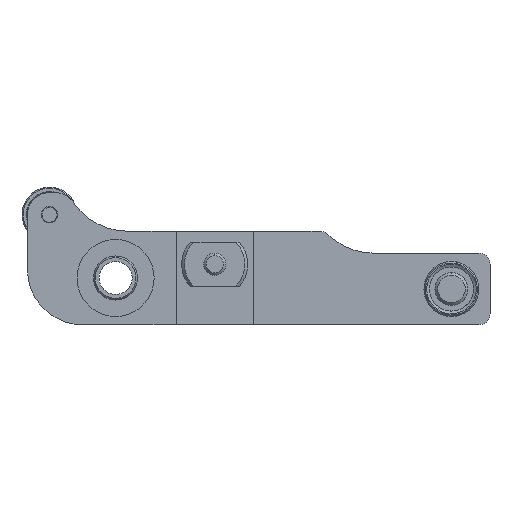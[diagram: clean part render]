
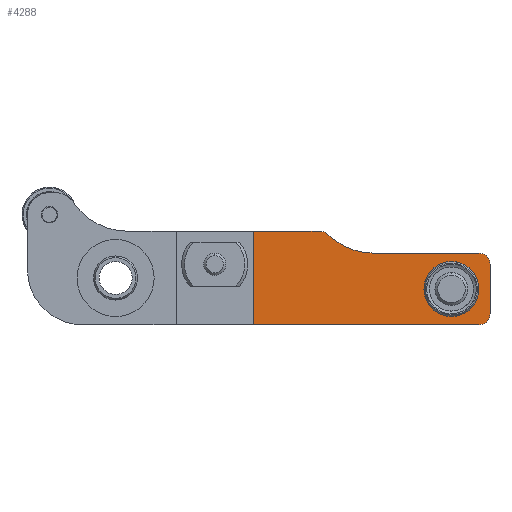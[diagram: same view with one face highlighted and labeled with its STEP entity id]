
A CAD part, left-side view. The second image highlights one B-rep face of the part: STEP entity #4288.
In plain terms, the highlighted face is planar.
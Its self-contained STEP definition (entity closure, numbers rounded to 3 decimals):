
#17 = DIRECTION ( 'NONE',  ( 0., -1., 0. ) ) ;
#62 = ORIENTED_EDGE ( 'NONE', *, *, #4932, .T. ) ;
#182 = EDGE_CURVE ( 'NONE', #5565, #225, #968, .T. ) ;
#225 = VERTEX_POINT ( 'NONE', #2878 ) ;
#226 = EDGE_CURVE ( 'NONE', #225, #1432, #1882, .T. ) ;
#260 = CARTESIAN_POINT ( 'NONE',  ( -42., -4., -8.5 ) ) ;
#296 = DIRECTION ( 'NONE',  ( 1., 0., 0. ) ) ;
#423 = DIRECTION ( 'NONE',  ( 0., 0., -1. ) ) ;
#424 = DIRECTION ( 'NONE',  ( 0., 1., 0. ) ) ;
#459 = VERTEX_POINT ( 'NONE', #5744 ) ;
#465 = ORIENTED_EDGE ( 'NONE', *, *, #2928, .F. ) ;
#534 = CARTESIAN_POINT ( 'NONE',  ( 40., -4., -6.5 ) ) ;
#633 = VECTOR ( 'NONE', #6444, 1000. ) ;
#674 = VERTEX_POINT ( 'NONE', #2499 ) ;
#881 = LINE ( 'NONE', #4475, #3068 ) ;
#966 = VECTOR ( 'NONE', #296, 1000. ) ;
#968 = LINE ( 'NONE', #3959, #633 ) ;
#1088 = CIRCLE ( 'NONE', #5784, 2. ) ;
#1129 = AXIS2_PLACEMENT_3D ( 'NONE', #5527, #1946, #4534 ) ;
#1192 = DIRECTION ( 'NONE',  ( 0., 0., -1. ) ) ;
#1199 = ORIENTED_EDGE ( 'NONE', *, *, #2045, .T. ) ;
#1232 = ORIENTED_EDGE ( 'NONE', *, *, #4253, .T. ) ;
#1267 = ORIENTED_EDGE ( 'NONE', *, *, #182, .F. ) ;
#1402 = CARTESIAN_POINT ( 'NONE',  ( 20.944, -4., 16.5 ) ) ;
#1432 = VERTEX_POINT ( 'NONE', #4456 ) ;
#1480 = FACE_OUTER_BOUND ( 'NONE', #2797, .T. ) ;
#1489 = EDGE_CURVE ( 'NONE', #3785, #3634, #1762, .T. ) ;
#1525 = CARTESIAN_POINT ( 'NONE',  ( 35., -4., -7. ) ) ;
#1588 = DIRECTION ( 'NONE',  ( 0., -1., 0. ) ) ;
#1618 = EDGE_CURVE ( 'NONE', #459, #5188, #881, .T. ) ;
#1642 = DIRECTION ( 'NONE',  ( 0., -1., 0. ) ) ;
#1671 = DIRECTION ( 'NONE',  ( 0., 0., -1. ) ) ;
#1762 = LINE ( 'NONE', #5308, #966 ) ;
#1763 = AXIS2_PLACEMENT_3D ( 'NONE', #3275, #1642, #1671 ) ;
#1798 = EDGE_CURVE ( 'NONE', #2702, #1906, #3266, .T. ) ;
#1882 = LINE ( 'NONE', #2906, #3961 ) ;
#1906 = VERTEX_POINT ( 'NONE', #1525 ) ;
#1946 = DIRECTION ( 'NONE',  ( 0., -1., 0. ) ) ;
#2012 = ORIENTED_EDGE ( 'NONE', *, *, #5658, .T. ) ;
#2045 = EDGE_CURVE ( 'NONE', #459, #3634, #1088, .T. ) ;
#2157 = CARTESIAN_POINT ( 'NONE',  ( 40., -4., 4.5 ) ) ;
#2499 = CARTESIAN_POINT ( 'NONE',  ( 40., -4., -8.5 ) ) ;
#2539 = DIRECTION ( 'NONE',  ( 1., 0., 0. ) ) ;
#2668 = DIRECTION ( 'NONE',  ( 0., -1., 0. ) ) ;
#2702 = VERTEX_POINT ( 'NONE', #6197 ) ;
#2712 = DIRECTION ( 'NONE',  ( 0., 0., -1. ) ) ;
#2797 = EDGE_LOOP ( 'NONE', ( #1267, #465, #1232, #5547, #1199, #5701, #2012, #62, #6114 ) ) ;
#2878 = CARTESIAN_POINT ( 'NONE',  ( -1., -4., 8.5 ) ) ;
#2889 = DIRECTION ( 'NONE',  ( 0., 0., -1. ) ) ;
#2906 = CARTESIAN_POINT ( 'NONE',  ( -42., -4., 8.5 ) ) ;
#2928 = EDGE_CURVE ( 'NONE', #674, #5565, #4745, .T. ) ;
#2999 = FACE_BOUND ( 'NONE', #5023, .T. ) ;
#3068 = VECTOR ( 'NONE', #423, 1000. ) ;
#3079 = DIRECTION ( 'NONE',  ( 0., 0., -1. ) ) ;
#3124 = CARTESIAN_POINT ( 'NONE',  ( 12.546, -4., 7.929 ) ) ;
#3266 = CIRCLE ( 'NONE', #3994, 5. ) ;
#3275 = CARTESIAN_POINT ( 'NONE',  ( 11.146, -4., 6.5 ) ) ;
#3285 = VECTOR ( 'NONE', #5637, 1000. ) ;
#3342 = CIRCLE ( 'NONE', #5350, 12. ) ;
#3634 = VERTEX_POINT ( 'NONE', #2157 ) ;
#3785 = VERTEX_POINT ( 'NONE', #3971 ) ;
#3946 = AXIS2_PLACEMENT_3D ( 'NONE', #4232, #2668, #1192 ) ;
#3959 = CARTESIAN_POINT ( 'NONE',  ( -1., -4., 8.5 ) ) ;
#3961 = VECTOR ( 'NONE', #2539, 1000. ) ;
#3971 = CARTESIAN_POINT ( 'NONE',  ( 20.944, -4., 4.5 ) ) ;
#3994 = AXIS2_PLACEMENT_3D ( 'NONE', #4999, #1588, #3079 ) ;
#4232 = CARTESIAN_POINT ( 'NONE',  ( 35., -4., -2. ) ) ;
#4253 = EDGE_CURVE ( 'NONE', #674, #5188, #5097, .T. ) ;
#4288 = ADVANCED_FACE ( 'NONE', ( #1480, #2999 ), #5975, .T. ) ;
#4456 = CARTESIAN_POINT ( 'NONE',  ( 11.146, -4., 8.5 ) ) ;
#4475 = CARTESIAN_POINT ( 'NONE',  ( 42., -4., 8.5 ) ) ;
#4534 = DIRECTION ( 'NONE',  ( 0., 0., -1. ) ) ;
#4541 = CARTESIAN_POINT ( 'NONE',  ( 42., -4., -6.5 ) ) ;
#4745 = LINE ( 'NONE', #260, #3285 ) ;
#4846 = VERTEX_POINT ( 'NONE', #3124 ) ;
#4932 = EDGE_CURVE ( 'NONE', #4846, #1432, #5215, .T. ) ;
#4970 = EDGE_CURVE ( 'NONE', #1906, #2702, #6373, .T. ) ;
#4994 = ORIENTED_EDGE ( 'NONE', *, *, #1798, .F. ) ;
#4999 = CARTESIAN_POINT ( 'NONE',  ( 35., -4., -2. ) ) ;
#5023 = EDGE_LOOP ( 'NONE', ( #4994, #5670 ) ) ;
#5097 = CIRCLE ( 'NONE', #6353, 2. ) ;
#5188 = VERTEX_POINT ( 'NONE', #4541 ) ;
#5215 = CIRCLE ( 'NONE', #1763, 2. ) ;
#5263 = CARTESIAN_POINT ( 'NONE',  ( 40., -4., 2.5 ) ) ;
#5308 = CARTESIAN_POINT ( 'NONE',  ( 12., -4., 4.5 ) ) ;
#5350 = AXIS2_PLACEMENT_3D ( 'NONE', #1402, #424, #2889 ) ;
#5475 = CARTESIAN_POINT ( 'NONE',  ( -1., -4., -8.5 ) ) ;
#5527 = CARTESIAN_POINT ( 'NONE',  ( 42., -4., -8.5 ) ) ;
#5547 = ORIENTED_EDGE ( 'NONE', *, *, #1618, .F. ) ;
#5565 = VERTEX_POINT ( 'NONE', #5475 ) ;
#5637 = DIRECTION ( 'NONE',  ( -1., 0., 0. ) ) ;
#5658 = EDGE_CURVE ( 'NONE', #3785, #4846, #3342, .T. ) ;
#5670 = ORIENTED_EDGE ( 'NONE', *, *, #4970, .F. ) ;
#5701 = ORIENTED_EDGE ( 'NONE', *, *, #1489, .F. ) ;
#5744 = CARTESIAN_POINT ( 'NONE',  ( 42., -4., 2.5 ) ) ;
#5784 = AXIS2_PLACEMENT_3D ( 'NONE', #5263, #6213, #2712 ) ;
#5975 = PLANE ( 'NONE',  #1129 ) ;
#6073 = DIRECTION ( 'NONE',  ( 0., 0., -1. ) ) ;
#6114 = ORIENTED_EDGE ( 'NONE', *, *, #226, .F. ) ;
#6197 = CARTESIAN_POINT ( 'NONE',  ( 35., -4., 3. ) ) ;
#6213 = DIRECTION ( 'NONE',  ( 0., -1., 0. ) ) ;
#6353 = AXIS2_PLACEMENT_3D ( 'NONE', #534, #17, #6073 ) ;
#6373 = CIRCLE ( 'NONE', #3946, 5. ) ;
#6444 = DIRECTION ( 'NONE',  ( 0., 0., 1. ) ) ;
